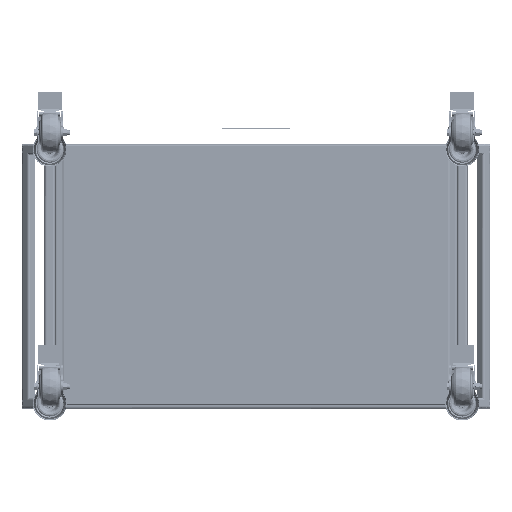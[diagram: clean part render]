
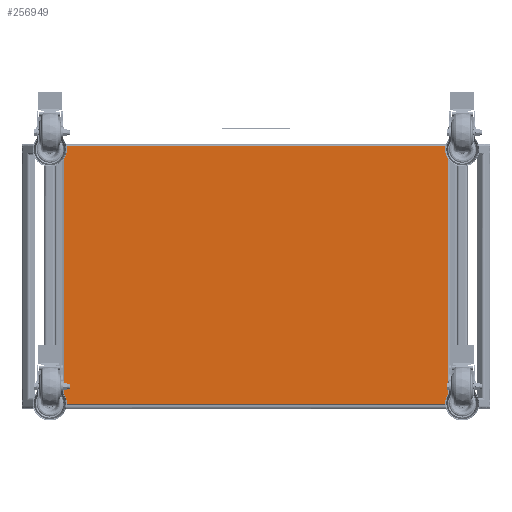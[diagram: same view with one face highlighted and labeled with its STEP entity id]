
A CAD part, front view. The second image highlights one B-rep face of the part: STEP entity #256949.
In plain terms, the highlighted free-form (B-spline) face has degree [1, 1] with [2, 2] control points.
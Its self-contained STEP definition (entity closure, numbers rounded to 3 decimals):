
#256949 = ADVANCED_FACE('',(#256950),#256980,.F.);
#256950 = FACE_BOUND('',#256951,.T.);
#256951 = EDGE_LOOP('',(#256952,#256961,#256968,#256975));
#256952 = ORIENTED_EDGE('',*,*,#256953,.T.);
#256953 = EDGE_CURVE('',#256954,#256956,#256958,.T.);
#256954 = VERTEX_POINT('',#256955);
#256955 = CARTESIAN_POINT('',(346.055,17.913,
    235.687));
#256956 = VERTEX_POINT('',#256957);
#256957 = CARTESIAN_POINT('',(-346.055,17.913,
    235.687));
#256958 = B_SPLINE_CURVE_WITH_KNOTS('',1,(#256959,#256960),
  .UNSPECIFIED.,.F.,.F.,(2,2),(0.717,727.117),
  .PIECEWISE_BEZIER_KNOTS.);
#256959 = CARTESIAN_POINT('',(346.055,17.913,
    235.687));
#256960 = CARTESIAN_POINT('',(-346.055,17.913,
    235.687));
#256961 = ORIENTED_EDGE('',*,*,#256962,.T.);
#256962 = EDGE_CURVE('',#256956,#256963,#256965,.T.);
#256963 = VERTEX_POINT('',#256964);
#256964 = CARTESIAN_POINT('',(-346.055,17.913,
    -229.658));
#256965 = B_SPLINE_CURVE_WITH_KNOTS('',1,(#256966,#256967),
  .UNSPECIFIED.,.F.,.F.,(2,2),(0.717,489.117),
  .PIECEWISE_BEZIER_KNOTS.);
#256966 = CARTESIAN_POINT('',(-346.055,17.913,
    235.687));
#256967 = CARTESIAN_POINT('',(-346.055,17.913,
    -229.658));
#256968 = ORIENTED_EDGE('',*,*,#256969,.T.);
#256969 = EDGE_CURVE('',#256963,#256970,#256972,.T.);
#256970 = VERTEX_POINT('',#256971);
#256971 = CARTESIAN_POINT('',(346.055,17.913,
    -229.658));
#256972 = B_SPLINE_CURVE_WITH_KNOTS('',1,(#256973,#256974),
  .UNSPECIFIED.,.F.,.F.,(2,2),(0.717,727.117),
  .PIECEWISE_BEZIER_KNOTS.);
#256973 = CARTESIAN_POINT('',(-346.055,17.913,
    -229.658));
#256974 = CARTESIAN_POINT('',(346.055,17.913,
    -229.658));
#256975 = ORIENTED_EDGE('',*,*,#256976,.T.);
#256976 = EDGE_CURVE('',#256970,#256954,#256977,.T.);
#256977 = B_SPLINE_CURVE_WITH_KNOTS('',1,(#256978,#256979),
  .UNSPECIFIED.,.F.,.F.,(2,2),(0.717,489.117),
  .PIECEWISE_BEZIER_KNOTS.);
#256978 = CARTESIAN_POINT('',(346.055,17.913,
    -229.658));
#256979 = CARTESIAN_POINT('',(346.055,17.913,
    235.687));
#256980 = B_SPLINE_SURFACE_WITH_KNOTS('',1,1,(
    (#256981,#256982)
    ,(#256983,#256984
    )),.UNSPECIFIED.,.F.,.F.,.F.,(2,2),(2,2),(-363.2,363.2),(-244.2,
    244.2),.PIECEWISE_BEZIER_KNOTS.);
#256981 = CARTESIAN_POINT('',(346.055,17.913,
    -229.658));
#256982 = CARTESIAN_POINT('',(346.055,17.913,
    235.687));
#256983 = CARTESIAN_POINT('',(-346.055,17.913,
    -229.658));
#256984 = CARTESIAN_POINT('',(-346.055,17.913,
    235.687));
